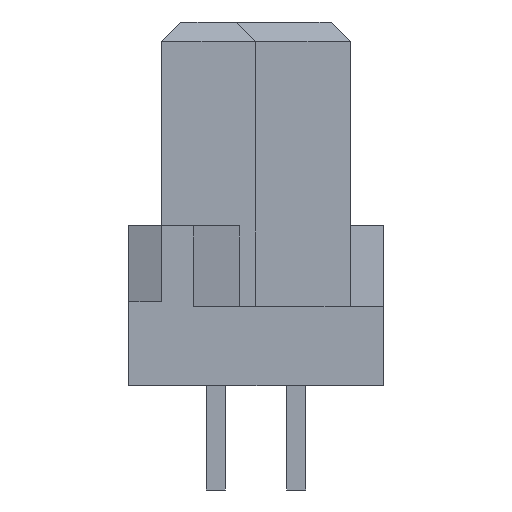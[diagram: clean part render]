
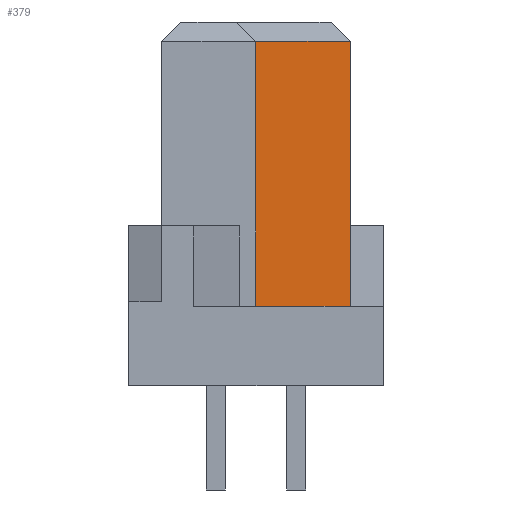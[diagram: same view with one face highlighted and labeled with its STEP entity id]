
A CAD part, left-side view. The second image highlights one B-rep face of the part: STEP entity #379.
In plain terms, the highlighted planar face has unit normal (-1, 0, 0).
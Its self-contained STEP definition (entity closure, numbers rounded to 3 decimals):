
#379=ADVANCED_FACE('',(#1561),#1562,.T.);
#1561=FACE_OUTER_BOUND('',#3248,.T.);
#1562=PLANE('',#3249);
#3248=EDGE_LOOP('',(#6800,#6801,#6802,#6803));
#3249=AXIS2_PLACEMENT_3D('',#6804,#6805,#6806);
#6800=ORIENTED_EDGE('',*,*,#11359,.T.);
#6801=ORIENTED_EDGE('',*,*,#11364,.F.);
#6802=ORIENTED_EDGE('',*,*,#11365,.F.);
#6803=ORIENTED_EDGE('',*,*,#11363,.F.);
#6804=CARTESIAN_POINT('',(-21.135,0.015,0.0));
#6805=DIRECTION('',(-1.0,0.0,0.0));
#6806=DIRECTION('',(0.0,0.0,1.0));
#11359=EDGE_CURVE('',#13890,#13888,#13891,.T.);
#11363=EDGE_CURVE('',#13890,#13894,#13896,.T.);
#11364=EDGE_CURVE('',#13897,#13888,#13898,.T.);
#11365=EDGE_CURVE('',#13894,#13897,#13899,.T.);
#13888=VERTEX_POINT('',#18006);
#13890=VERTEX_POINT('',#18009);
#13891=LINE('',#18010,#18011);
#13894=VERTEX_POINT('',#18016);
#13896=LINE('',#18019,#18020);
#13897=VERTEX_POINT('',#18021);
#13898=LINE('',#18022,#18023);
#13899=LINE('',#18024,#18025);
#18006=CARTESIAN_POINT('',(-21.135,0.015,-8.99));
#18009=CARTESIAN_POINT('',(-21.135,0.015,-0.61));
#18010=CARTESIAN_POINT('',(-21.135,0.015,-0.61));
#18011=VECTOR('',#22029,8.38);
#18016=CARTESIAN_POINT('',(-21.135,-2.985,-0.61));
#18019=CARTESIAN_POINT('',(-21.135,0.015,-0.61));
#18020=VECTOR('',#22033,3.0);
#18021=CARTESIAN_POINT('',(-21.135,-2.985,-8.99));
#18022=CARTESIAN_POINT('',(-21.135,-2.985,-8.99));
#18023=VECTOR('',#22034,3.0);
#18024=CARTESIAN_POINT('',(-21.135,-2.985,-0.61));
#18025=VECTOR('',#22035,8.38);
#22029=DIRECTION('',(0.0,0.0,-1.0));
#22033=DIRECTION('',(0.0,-1.0,0.0));
#22034=DIRECTION('',(0.0,1.0,0.0));
#22035=DIRECTION('',(0.0,0.0,-1.0));
